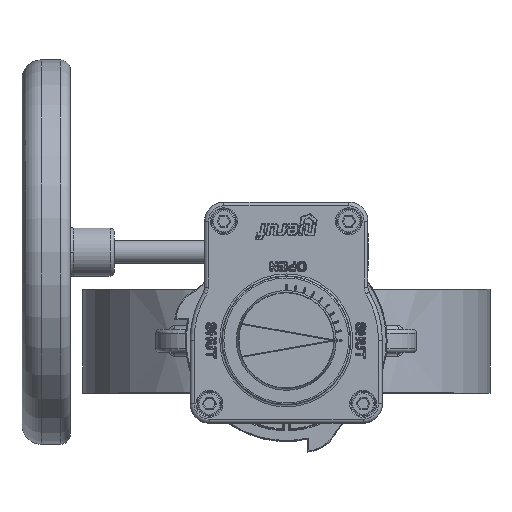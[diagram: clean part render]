
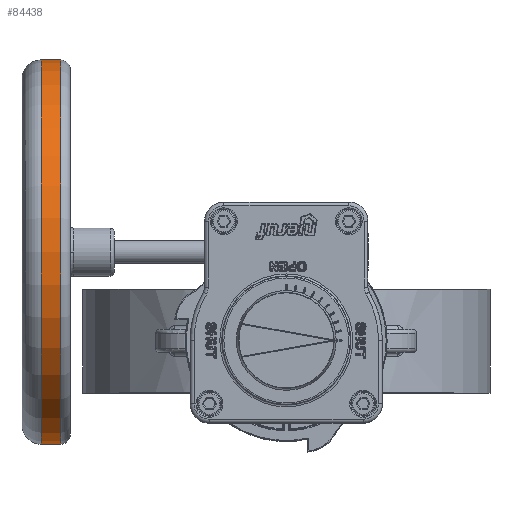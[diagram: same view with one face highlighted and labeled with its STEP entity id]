
A CAD part, top view. The second image highlights one B-rep face of the part: STEP entity #84438.
In plain terms, the highlighted cylindrical face has radius 100 mm (diameter 200 mm), a partial arc.
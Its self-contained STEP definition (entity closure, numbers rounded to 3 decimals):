
#84397=CARTESIAN_POINT('',(-137.5,46.,242.027));
#84398=DIRECTION('',(1.,0.,0.));
#84399=DIRECTION('',(0.,1.,-0.));
#84400=AXIS2_PLACEMENT_3D('',#84397,#84398,#84399);
#84401=CYLINDRICAL_SURFACE('',#84400,100.);
#84402=CARTESIAN_POINT('',(-117.399,146.,242.027));
#84403=VERTEX_POINT('',#84402);
#84404=CARTESIAN_POINT('',(-127.5,146.,242.027));
#84405=VERTEX_POINT('',#84404);
#84406=CARTESIAN_POINT('',(-117.399,146.,242.027));
#84407=DIRECTION('',(-1.,-0.,-0.));
#84408=VECTOR('',#84407,10.101);
#84409=LINE('',#84406,#84408);
#84410=EDGE_CURVE('',#84403,#84405,#84409,.T.);
#84411=ORIENTED_EDGE('',*,*,#84410,.T.);
#84412=CARTESIAN_POINT('',(-127.5,-54.,242.027));
#84413=VERTEX_POINT('',#84412);
#84414=CARTESIAN_POINT('',(-127.5,46.,242.027));
#84415=DIRECTION('',(1.,0.,0.));
#84416=DIRECTION('',(0.,1.,-0.));
#84417=AXIS2_PLACEMENT_3D('',#84414,#84415,#84416);
#84418=CIRCLE('',#84417,100.);
#84419=EDGE_CURVE('',#84405,#84413,#84418,.T.);
#84420=ORIENTED_EDGE('',*,*,#84419,.T.);
#84421=CARTESIAN_POINT('',(-117.399,-54.,242.027));
#84422=VERTEX_POINT('',#84421);
#84423=CARTESIAN_POINT('',(-117.399,-54.,242.027));
#84424=DIRECTION('',(-1.,-0.,-0.));
#84425=VECTOR('',#84424,10.101);
#84426=LINE('',#84423,#84425);
#84427=EDGE_CURVE('',#84422,#84413,#84426,.T.);
#84428=ORIENTED_EDGE('',*,*,#84427,.F.);
#84429=CARTESIAN_POINT('',(-117.399,46.,242.027));
#84430=DIRECTION('',(-1.,-0.,-0.));
#84431=DIRECTION('',(0.,1.,-0.));
#84432=AXIS2_PLACEMENT_3D('',#84429,#84430,#84431);
#84433=CIRCLE('',#84432,100.);
#84434=EDGE_CURVE('',#84422,#84403,#84433,.T.);
#84435=ORIENTED_EDGE('',*,*,#84434,.T.);
#84436=EDGE_LOOP('',(#84411,#84420,#84428,#84435));
#84437=FACE_BOUND('',#84436,.T.);
#84438=ADVANCED_FACE('',(#84437),#84401,.T.);
